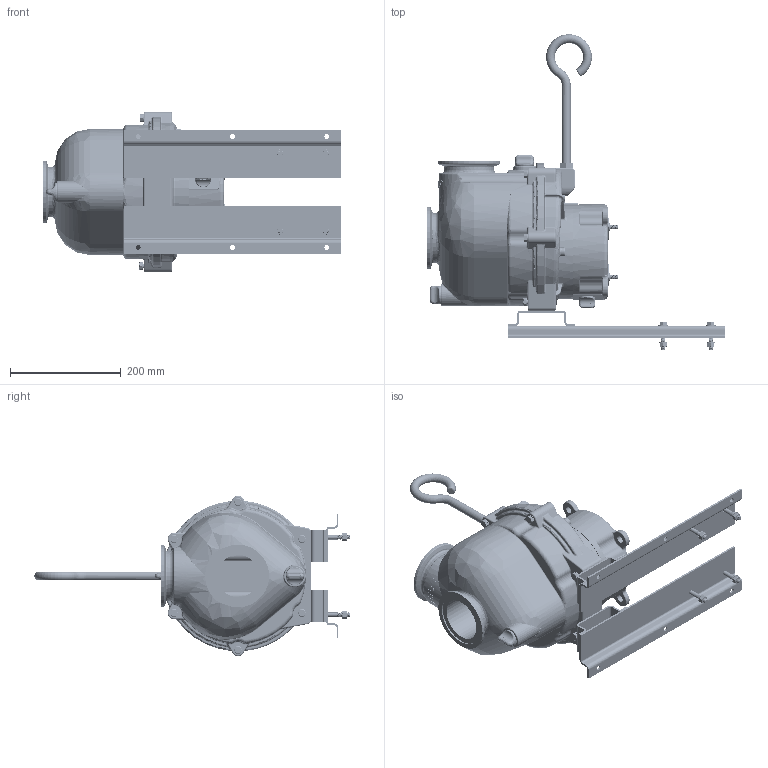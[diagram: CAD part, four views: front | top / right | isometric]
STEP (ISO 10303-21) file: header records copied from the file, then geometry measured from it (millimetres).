
FILE_DESCRIPTION(/* description */ ('REAR BRACKET '),/* implementation_level */ '2;1');
FILE_NAME(/* name */ 'm332poiw.stp',/* time_stamp */ '2014-02-19T09:38:55-05:00',/* author */ ('mclevenger'),/* organization */ (''),/* preprocessor_version */ 'ST-DEVELOPER v15.2',/* originating_system */ 'Autodesk Inventor 2014',/* authorisation */ '');
FILE_SCHEMA (('AUTOMOTIVE_DESIGN { 1 0 10303 214 3 1 1 }'));
Products named in the file (35): 19703W; 19201W; M19712X; 13719; 15035; 12717; 12709; 13055; 19702; 19772; 12705; 12719A; 12902A; 12774VA; 12901; 16901; 12034; CV10175; 12777; UV15163; V10118; 12715A; 18034; 18033; 13766; 13777; 13778; 18035A1; 18135A2; 18135A; 18035B1; 18135B; 17029; V10119; m332poiw
Bounding box: 536.56 x 568.57 x 288.93 mm (x, y, z)
Volume: 4391326.9 mm3; surface area: 1420880.4 mm2
Topology: 82 solids, 82 shells, 7666 faces, 17838 edges, 10293 vertices
Faces by surface type: cylinder 2565, cone 1833, plane 1472, bspline 1129, torus 566, sphere 101
Full cylindrical faces by diameter (mm): 6.782 x9, 7.747 x1, 7.95 x4, 8.128 x4, 8.204 x9, 8.731 x18, 9.525 x46, 9.677 x4, 10.319 x1, 10.592 x1, 10.795 x4, 12.7 x2, 13.386 x1, 13.487 x4, 14.249 x4, 15.875 x1, 17.145 x1, 17.399 x1, 17.462 x2, 17.475 x8, 17.78 x2, 19.812 x1, 22.631 x2, 23.812 x4, 25.425 x1, 25.527 x2, 28.702 x2, 29.21 x2, 29.718 x2, 32.461 x1
Entity records: 170672 total; most frequent: CARTESIAN_POINT 78599, ORIENTED_EDGE 19596, DIRECTION 17253, EDGE_CURVE 9796, AXIS2_PLACEMENT_3D 6984, VERTEX_POINT 6069, EDGE_LOOP 4963, ADVANCED_FACE 4310
